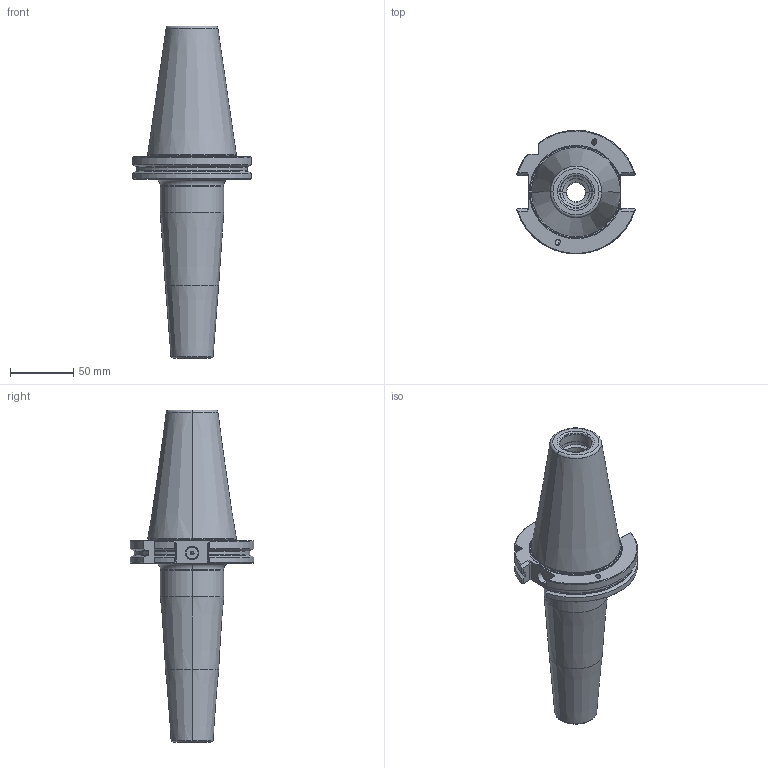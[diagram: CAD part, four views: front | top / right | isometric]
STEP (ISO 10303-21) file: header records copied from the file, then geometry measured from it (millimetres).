
FILE_DESCRIPTION(('no description'),'unknown implementation level');
FILE_NAME('0C5EC145-CA54-4986-9D4B-B567C36E018D_export.stp',' ',('CIMSOURCE GmbH'),('CADClick - KiM GmbH - www.kimweb.de'),'unknown preprocess','ACIS','unknown authorization');
FILE_SCHEMA(('automotive_design'));
Length unit declared in the file: millimetre
Products named in the file (1): NONE
Bounding box: 93.52 x 97.27 x 261.6 mm (x, y, z)
Volume: 502162.4 mm3; surface area: 70530.8 mm2
Topology: 1 solids, 1 shells, 188 faces, 451 edges, 274 vertices
Faces by surface type: cylinder 61, plane 49, cone 48, torus 30
Entity records: 10911 total; most frequent: CARTESIAN_POINT 1388, DIRECTION 952, STYLED_ITEM 912, PRESENTATION_STYLE_ASSIGNMENT 912, COLOUR_RGB 912, ORIENTED_EDGE 898, EDGE_CURVE 449, CURVE_STYLE 449
